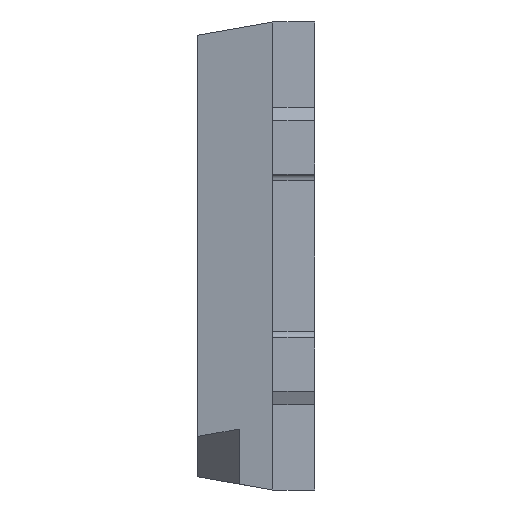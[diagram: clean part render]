
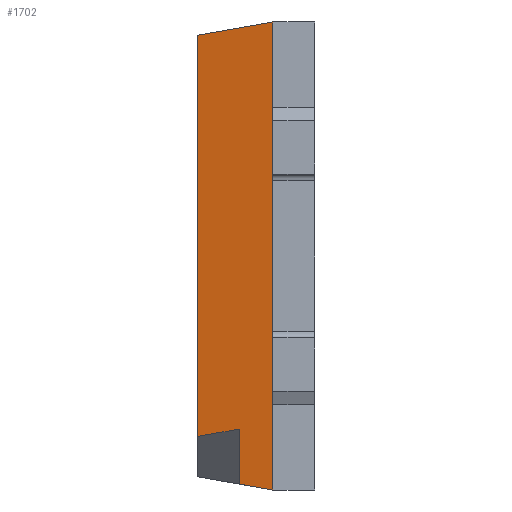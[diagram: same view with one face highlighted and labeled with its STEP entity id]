
A CAD part, left-side view. The second image highlights one B-rep face of the part: STEP entity #1702.
In plain terms, the highlighted planar face has unit normal (-0.985, 0.174, 0).
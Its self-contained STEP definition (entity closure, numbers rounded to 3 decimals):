
#51 = EDGE_CURVE ( 'NONE', #1115, #3397, #2597, .T. ) ;
#148 = CARTESIAN_POINT ( 'NONE',  ( -1.6, 0.25, 1.4 ) ) ;
#174 = ORIENTED_EDGE ( 'NONE', *, *, #51, .F. ) ;
#188 = LINE ( 'NONE', #2155, #3589 ) ;
#189 = DIRECTION ( 'NONE',  ( -0.985, 0.174, 0. ) ) ;
#204 = LINE ( 'NONE', #773, #2519 ) ;
#266 = VERTEX_POINT ( 'NONE', #737 ) ;
#284 = CARTESIAN_POINT ( 'NONE',  ( -1.67, -0.148, -0.93 ) ) ;
#294 = DIRECTION ( 'NONE',  ( 0., 0., -1. ) ) ;
#341 = CARTESIAN_POINT ( 'NONE',  ( -1.6, 0.25, -1.4 ) ) ;
#348 = ORIENTED_EDGE ( 'NONE', *, *, #2110, .F. ) ;
#400 = DIRECTION ( 'NONE',  ( 0., 0., 1. ) ) ;
#496 = CARTESIAN_POINT ( 'NONE',  ( -1.521, 0.7, 1.321 ) ) ;
#577 = VECTOR ( 'NONE', #294, 1000. ) ;
#588 = DIRECTION ( 'NONE',  ( 0., 0., 1. ) ) ;
#605 = EDGE_CURVE ( 'NONE', #3180, #3551, #188, .T. ) ;
#662 = CARTESIAN_POINT ( 'NONE',  ( -1.521, 0.7, 1.4 ) ) ;
#663 = FACE_OUTER_BOUND ( 'NONE', #1320, .T. ) ;
#737 = CARTESIAN_POINT ( 'NONE',  ( -1.6, 0.25, 0.89 ) ) ;
#773 = CARTESIAN_POINT ( 'NONE',  ( -1.6, 0.25, 1.4 ) ) ;
#788 = DIRECTION ( 'NONE',  ( -0.171, -0.97, -0.171 ) ) ;
#881 = DIRECTION ( 'NONE',  ( -0.171, -0.97, 0.171 ) ) ;
#925 = VECTOR ( 'NONE', #400, 1000. ) ;
#943 = CARTESIAN_POINT ( 'NONE',  ( -1.6, 0.25, -0.89 ) ) ;
#972 = DIRECTION ( 'NONE',  ( 0., 0., 1. ) ) ;
#1038 = CARTESIAN_POINT ( 'NONE',  ( -1.565, 0.45, -1.365 ) ) ;
#1087 = EDGE_CURVE ( 'NONE', #1170, #3180, #3105, .T. ) ;
#1115 = VERTEX_POINT ( 'NONE', #496 ) ;
#1170 = VERTEX_POINT ( 'NONE', #1038 ) ;
#1320 = EDGE_LOOP ( 'NONE', ( #348, #1991, #1562, #1437, #1869, #1453, #1731, #174 ) ) ;
#1437 = ORIENTED_EDGE ( 'NONE', *, *, #1087, .T. ) ;
#1453 = ORIENTED_EDGE ( 'NONE', *, *, #2849, .T. ) ;
#1562 = ORIENTED_EDGE ( 'NONE', *, *, #1790, .T. ) ;
#1675 = VECTOR ( 'NONE', #972, 1000. ) ;
#1702 = ADVANCED_FACE ( 'NONE', ( #663 ), #3531, .T. ) ;
#1731 = ORIENTED_EDGE ( 'NONE', *, *, #3437, .T. ) ;
#1790 = EDGE_CURVE ( 'NONE', #2670, #1170, #2662, .T. ) ;
#1858 = LINE ( 'NONE', #284, #3426 ) ;
#1869 = ORIENTED_EDGE ( 'NONE', *, *, #605, .T. ) ;
#1953 = LINE ( 'NONE', #662, #925 ) ;
#1970 = CARTESIAN_POINT ( 'NONE',  ( -1.506, 0.781, 1.306 ) ) ;
#1991 = ORIENTED_EDGE ( 'NONE', *, *, #2749, .T. ) ;
#2042 = VERTEX_POINT ( 'NONE', #2644 ) ;
#2098 = VECTOR ( 'NONE', #788, 1000. ) ;
#2110 = EDGE_CURVE ( 'NONE', #2042, #1115, #1953, .T. ) ;
#2155 = CARTESIAN_POINT ( 'NONE',  ( -1.6, 0.25, 0. ) ) ;
#2173 = DIRECTION ( 'NONE',  ( 0.174, 0.985, 0. ) ) ;
#2189 = DIRECTION ( 'NONE',  ( -0.171, -0.97, 0.171 ) ) ;
#2385 = AXIS2_PLACEMENT_3D ( 'NONE', #2731, #189, #2173 ) ;
#2386 = CARTESIAN_POINT ( 'NONE',  ( -1.565, 0.45, -1.035 ) ) ;
#2477 = DIRECTION ( 'NONE',  ( 0., 0., 1. ) ) ;
#2519 = VECTOR ( 'NONE', #588, 1000. ) ;
#2560 = LINE ( 'NONE', #3215, #1675 ) ;
#2597 = LINE ( 'NONE', #1970, #3459 ) ;
#2644 = CARTESIAN_POINT ( 'NONE',  ( -1.521, 0.7, -1.079 ) ) ;
#2662 = LINE ( 'NONE', #3336, #577 ) ;
#2670 = VERTEX_POINT ( 'NONE', #2386 ) ;
#2731 = CARTESIAN_POINT ( 'NONE',  ( -1.6, 0.25, 1.4 ) ) ;
#2749 = EDGE_CURVE ( 'NONE', #2042, #2670, #1858, .T. ) ;
#2849 = EDGE_CURVE ( 'NONE', #3551, #266, #204, .T. ) ;
#2966 = CARTESIAN_POINT ( 'NONE',  ( -1.518, 0.715, -1.318 ) ) ;
#3105 = LINE ( 'NONE', #2966, #2098 ) ;
#3180 = VERTEX_POINT ( 'NONE', #341 ) ;
#3215 = CARTESIAN_POINT ( 'NONE',  ( -1.6, 0.25, 0. ) ) ;
#3336 = CARTESIAN_POINT ( 'NONE',  ( -1.565, 0.45, 1.4 ) ) ;
#3397 = VERTEX_POINT ( 'NONE', #148 ) ;
#3426 = VECTOR ( 'NONE', #2189, 1000. ) ;
#3437 = EDGE_CURVE ( 'NONE', #266, #3397, #2560, .T. ) ;
#3459 = VECTOR ( 'NONE', #881, 1000. ) ;
#3531 = PLANE ( 'NONE',  #2385 ) ;
#3551 = VERTEX_POINT ( 'NONE', #943 ) ;
#3589 = VECTOR ( 'NONE', #2477, 1000. ) ;
